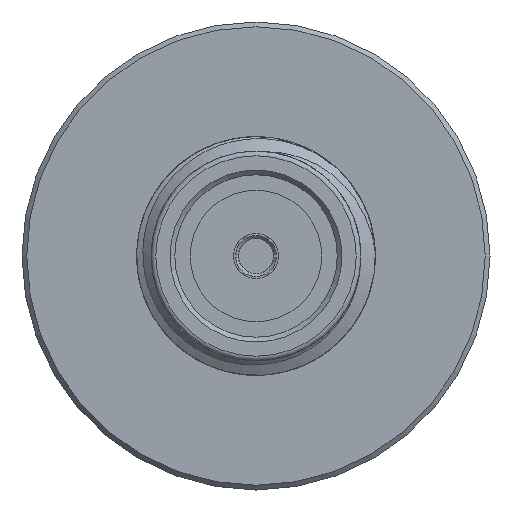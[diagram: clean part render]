
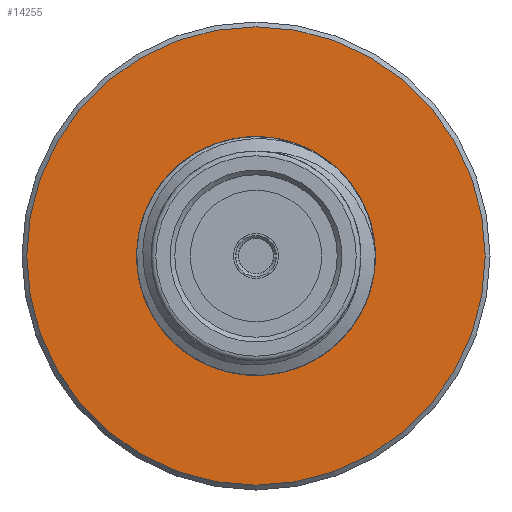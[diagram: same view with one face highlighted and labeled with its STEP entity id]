
A CAD part, left-side view. The second image highlights one B-rep face of the part: STEP entity #14255.
In plain terms, the highlighted planar face has unit normal (-1, 0, 0).
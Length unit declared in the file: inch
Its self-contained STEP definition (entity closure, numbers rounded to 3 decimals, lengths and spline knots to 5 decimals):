
#869 = DIRECTION ( 'NONE',  ( -1., 0., 0. ) ) ;
#1282 = EDGE_CURVE ( 'NONE', #16338, #16338, #8520, .T. ) ;
#1374 = ORIENTED_EDGE ( 'NONE', *, *, #14376, .T. ) ;
#2439 = CARTESIAN_POINT ( 'NONE',  ( 0.29, -0.24, 0. ) ) ;
#3574 = DIRECTION ( 'NONE',  ( 0., -1., 0. ) ) ;
#5247 = CIRCLE ( 'NONE', #17270, 0.24 ) ;
#5852 = ORIENTED_EDGE ( 'NONE', *, *, #1282, .T. ) ;
#7517 = CARTESIAN_POINT ( 'NONE',  ( 0.29, -0.10989, 0. ) ) ;
#8439 = AXIS2_PLACEMENT_3D ( 'NONE', #9050, #869, #3574 ) ;
#8520 = CIRCLE ( 'NONE', #16951, 0.10989 ) ;
#8850 = VERTEX_POINT ( 'NONE', #2439 ) ;
#9050 = CARTESIAN_POINT ( 'NONE',  ( 0.29, 0., 0. ) ) ;
#9669 = DIRECTION ( 'NONE',  ( -1., 0., 0. ) ) ;
#9835 = DIRECTION ( 'NONE',  ( 0., -1., 0. ) ) ;
#13286 = DIRECTION ( 'NONE',  ( 1., 0., 0. ) ) ;
#13821 = CARTESIAN_POINT ( 'NONE',  ( 0.29, 0., 0. ) ) ;
#14255 = ADVANCED_FACE ( 'NONE', ( #16151, #17468 ), #15880, .T. ) ;
#14259 = EDGE_LOOP ( 'NONE', ( #5852 ) ) ;
#14376 = EDGE_CURVE ( 'NONE', #8850, #8850, #5247, .T. ) ;
#15880 = PLANE ( 'NONE',  #8439 ) ;
#15967 = DIRECTION ( 'NONE',  ( 0., -1., 0. ) ) ;
#16151 = FACE_BOUND ( 'NONE', #14259, .T. ) ;
#16338 = VERTEX_POINT ( 'NONE', #7517 ) ;
#16677 = EDGE_LOOP ( 'NONE', ( #1374 ) ) ;
#16951 = AXIS2_PLACEMENT_3D ( 'NONE', #17320, #13286, #15967 ) ;
#17270 = AXIS2_PLACEMENT_3D ( 'NONE', #13821, #9669, #9835 ) ;
#17320 = CARTESIAN_POINT ( 'NONE',  ( 0.29, 0., 0. ) ) ;
#17468 = FACE_OUTER_BOUND ( 'NONE', #16677, .T. ) ;
